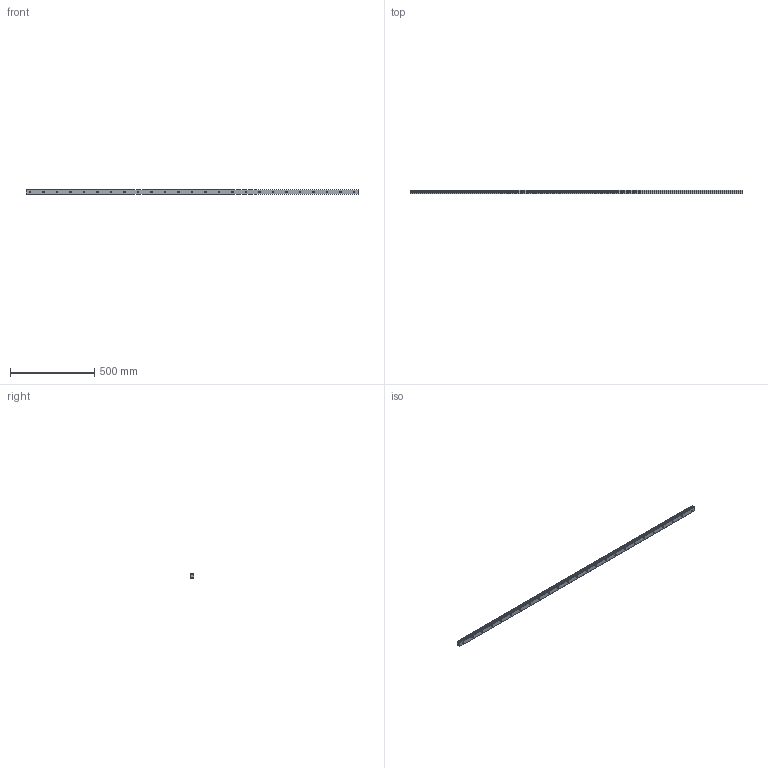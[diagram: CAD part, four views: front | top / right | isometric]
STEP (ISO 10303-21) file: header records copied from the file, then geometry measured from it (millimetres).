
FILE_DESCRIPTION (( 'STEP AP214' ), '1' );
FILE_NAME ('SHS30C1SS-1970L_G25_0_B-M6F_932_0_0_0_1.STEP', '2021-06-21T12:36:02', ( '' ), ( '' ), 'SwSTEP 2.0', 'SolidWorks 2021', '' );
FILE_SCHEMA (( 'AUTOMOTIVE_DESIGN' ));
Length unit declared in the file: millimetre
Products named in the file (2): _SHS30C197025 Track; SHS30C1SS-1970L_G25_0_B-M6F_932_0_0_0_1
Assembly tree (1 placements, depth 2):
  SHS30C1SS-1970L_G25_0_B-M6F_932_0_0_0_1
    _SHS30C197025 Track
Bounding box: 1970 x 23 x 28 mm (x, y, z)
Volume: 1079002.5 mm3; surface area: 221772.8 mm2
Topology: 1 solids, 1 shells, 162 faces, 405 edges, 270 vertices
Faces by surface type: cylinder 121, plane 41
Entity records: 5137 total; most frequent: DIRECTION 979, CARTESIAN_POINT 841, ORIENTED_EDGE 810, AXIS2_PLACEMENT_3D 408, EDGE_CURVE 405, VERTEX_POINT 270, CIRCLE 242, EDGE_LOOP 237
